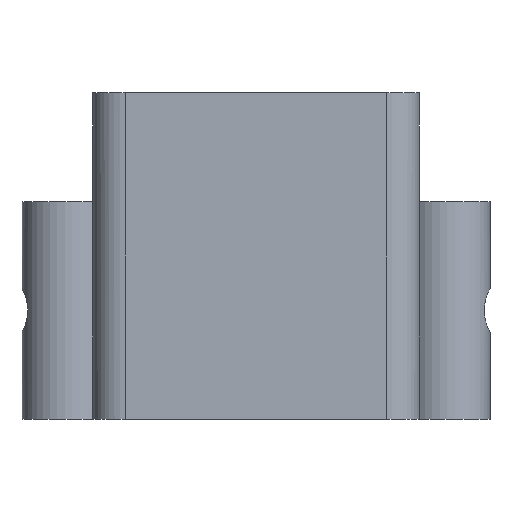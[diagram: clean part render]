
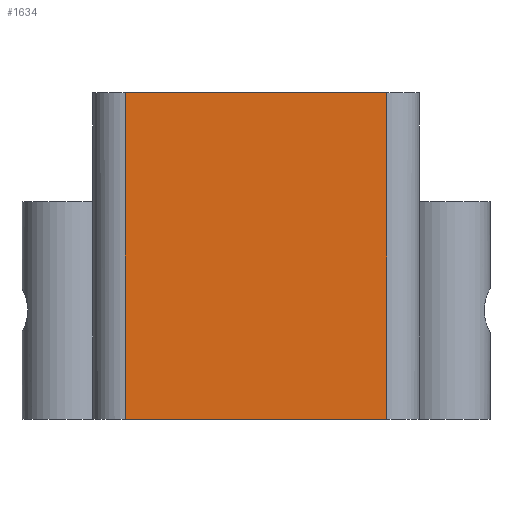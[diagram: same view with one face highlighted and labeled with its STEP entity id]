
A CAD part, front view. The second image highlights one B-rep face of the part: STEP entity #1634.
In plain terms, the highlighted planar face has unit normal (0, -1, 0).
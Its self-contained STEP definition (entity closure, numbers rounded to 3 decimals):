
#42 = VERTEX_POINT ( 'NONE', #1621 ) ;
#122 = LINE ( 'NONE', #2081, #1349 ) ;
#197 = CARTESIAN_POINT ( 'NONE',  ( -12., -6., 30. ) ) ;
#270 = EDGE_LOOP ( 'NONE', ( #1403, #1326, #1557, #2245 ) ) ;
#298 = VECTOR ( 'NONE', #1389, 1000. ) ;
#303 = EDGE_CURVE ( 'NONE', #1610, #1285, #122, .T. ) ;
#426 = EDGE_CURVE ( 'NONE', #42, #1180, #1088, .T. ) ;
#465 = DIRECTION ( 'NONE',  ( 0., 0., 1. ) ) ;
#540 = FACE_OUTER_BOUND ( 'NONE', #270, .T. ) ;
#620 = CARTESIAN_POINT ( 'NONE',  ( 12., -6., 30. ) ) ;
#637 = VECTOR ( 'NONE', #1076, 1000. ) ;
#833 = LINE ( 'NONE', #844, #298 ) ;
#844 = CARTESIAN_POINT ( 'NONE',  ( -15., -6., 30. ) ) ;
#864 = AXIS2_PLACEMENT_3D ( 'NONE', #2151, #1596, #2313 ) ;
#870 = PLANE ( 'NONE',  #864 ) ;
#1076 = DIRECTION ( 'NONE',  ( 1., 0., 0. ) ) ;
#1088 = LINE ( 'NONE', #197, #1833 ) ;
#1180 = VERTEX_POINT ( 'NONE', #1284 ) ;
#1284 = CARTESIAN_POINT ( 'NONE',  ( -12., -6., 0. ) ) ;
#1285 = VERTEX_POINT ( 'NONE', #620 ) ;
#1326 = ORIENTED_EDGE ( 'NONE', *, *, #426, .T. ) ;
#1349 = VECTOR ( 'NONE', #465, 1000. ) ;
#1389 = DIRECTION ( 'NONE',  ( 1., 0., 0. ) ) ;
#1403 = ORIENTED_EDGE ( 'NONE', *, *, #1494, .F. ) ;
#1431 = CARTESIAN_POINT ( 'NONE',  ( -15., -6., 0. ) ) ;
#1450 = DIRECTION ( 'NONE',  ( 0., 0., -1. ) ) ;
#1494 = EDGE_CURVE ( 'NONE', #42, #1285, #833, .T. ) ;
#1557 = ORIENTED_EDGE ( 'NONE', *, *, #1570, .T. ) ;
#1570 = EDGE_CURVE ( 'NONE', #1180, #1610, #1949, .T. ) ;
#1596 = DIRECTION ( 'NONE',  ( 0., 1., 0. ) ) ;
#1610 = VERTEX_POINT ( 'NONE', #1970 ) ;
#1621 = CARTESIAN_POINT ( 'NONE',  ( -12., -6., 30. ) ) ;
#1634 = ADVANCED_FACE ( 'NONE', ( #540 ), #870, .F. ) ;
#1833 = VECTOR ( 'NONE', #1450, 1000. ) ;
#1949 = LINE ( 'NONE', #1431, #637 ) ;
#1970 = CARTESIAN_POINT ( 'NONE',  ( 12., -6., 0. ) ) ;
#2081 = CARTESIAN_POINT ( 'NONE',  ( 12., -6., 30. ) ) ;
#2151 = CARTESIAN_POINT ( 'NONE',  ( -15., -6., 30. ) ) ;
#2245 = ORIENTED_EDGE ( 'NONE', *, *, #303, .T. ) ;
#2313 = DIRECTION ( 'NONE',  ( 0., 0., 1. ) ) ;
